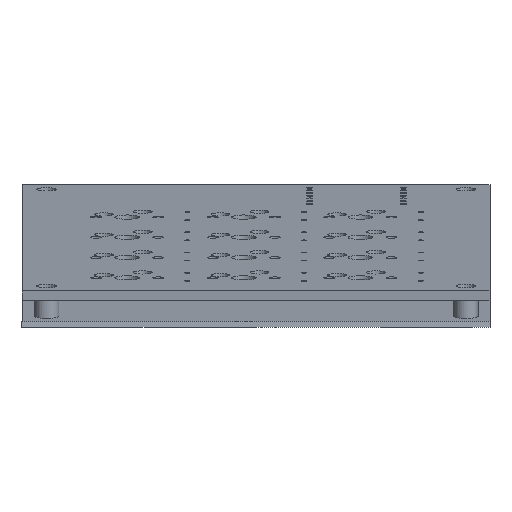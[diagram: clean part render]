
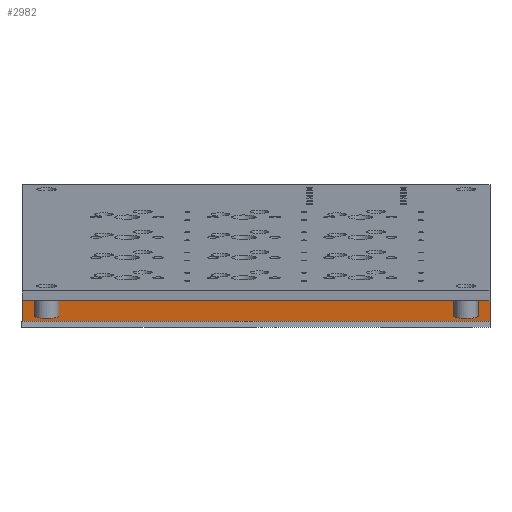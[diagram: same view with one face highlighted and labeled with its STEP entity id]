
A CAD part, front view. The second image highlights one B-rep face of the part: STEP entity #2982.
In plain terms, the highlighted planar face has unit normal (0, -0.174, 0.985).
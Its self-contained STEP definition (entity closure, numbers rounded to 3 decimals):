
#352=FACE_BOUND('',#1074,.T.);
#353=FACE_BOUND('',#1075,.T.);
#354=FACE_BOUND('',#1076,.T.);
#355=FACE_BOUND('',#1077,.T.);
#356=FACE_BOUND('',#1078,.T.);
#357=FACE_BOUND('',#1079,.T.);
#358=FACE_BOUND('',#1080,.T.);
#359=FACE_BOUND('',#1081,.T.);
#360=FACE_BOUND('',#1082,.T.);
#580=CIRCLE('',#3359,2.);
#581=CIRCLE('',#3360,2.5);
#582=CIRCLE('',#3361,2.);
#583=CIRCLE('',#3362,2.5);
#584=CIRCLE('',#3363,2.5);
#585=CIRCLE('',#3364,2.5);
#586=CIRCLE('',#3365,2.5);
#587=CIRCLE('',#3366,2.);
#588=CIRCLE('',#3367,2.);
#719=FACE_OUTER_BOUND('',#1073,.T.);
#1073=EDGE_LOOP('',(#2746,#2747,#2748,#2749));
#1074=EDGE_LOOP('',(#2750));
#1075=EDGE_LOOP('',(#2751));
#1076=EDGE_LOOP('',(#2752));
#1077=EDGE_LOOP('',(#2753));
#1078=EDGE_LOOP('',(#2754));
#1079=EDGE_LOOP('',(#2755));
#1080=EDGE_LOOP('',(#2756));
#1081=EDGE_LOOP('',(#2757));
#1082=EDGE_LOOP('',(#2758));
#1240=LINE('',#5023,#1393);
#1243=LINE('',#5028,#1396);
#1244=LINE('',#5031,#1397);
#1245=LINE('',#5032,#1398);
#1393=VECTOR('',#4209,10.);
#1396=VECTOR('',#4214,10.);
#1397=VECTOR('',#4217,10.);
#1398=VECTOR('',#4218,10.);
#1650=VERTEX_POINT('',#5020);
#1651=VERTEX_POINT('',#5022);
#1652=VERTEX_POINT('',#5026);
#1653=VERTEX_POINT('',#5030);
#1654=VERTEX_POINT('',#5033);
#1655=VERTEX_POINT('',#5035);
#1656=VERTEX_POINT('',#5037);
#1657=VERTEX_POINT('',#5039);
#1658=VERTEX_POINT('',#5041);
#1659=VERTEX_POINT('',#5043);
#1660=VERTEX_POINT('',#5045);
#1661=VERTEX_POINT('',#5047);
#1662=VERTEX_POINT('',#5049);
#2020=EDGE_CURVE('',#1651,#1650,#1240,.T.);
#2023=EDGE_CURVE('',#1650,#1652,#1243,.T.);
#2024=EDGE_CURVE('',#1652,#1653,#1244,.T.);
#2025=EDGE_CURVE('',#1653,#1651,#1245,.T.);
#2026=EDGE_CURVE('',#1654,#1654,#580,.T.);
#2027=EDGE_CURVE('',#1655,#1655,#581,.T.);
#2028=EDGE_CURVE('',#1656,#1656,#582,.T.);
#2029=EDGE_CURVE('',#1657,#1657,#583,.T.);
#2030=EDGE_CURVE('',#1658,#1658,#584,.T.);
#2031=EDGE_CURVE('',#1659,#1659,#585,.T.);
#2032=EDGE_CURVE('',#1660,#1660,#586,.T.);
#2033=EDGE_CURVE('',#1661,#1661,#587,.T.);
#2034=EDGE_CURVE('',#1662,#1662,#588,.T.);
#2746=ORIENTED_EDGE('',*,*,#2020,.T.);
#2747=ORIENTED_EDGE('',*,*,#2023,.T.);
#2748=ORIENTED_EDGE('',*,*,#2024,.T.);
#2749=ORIENTED_EDGE('',*,*,#2025,.T.);
#2750=ORIENTED_EDGE('',*,*,#2026,.T.);
#2751=ORIENTED_EDGE('',*,*,#2027,.T.);
#2752=ORIENTED_EDGE('',*,*,#2028,.T.);
#2753=ORIENTED_EDGE('',*,*,#2029,.T.);
#2754=ORIENTED_EDGE('',*,*,#2030,.T.);
#2755=ORIENTED_EDGE('',*,*,#2031,.T.);
#2756=ORIENTED_EDGE('',*,*,#2032,.T.);
#2757=ORIENTED_EDGE('',*,*,#2033,.T.);
#2758=ORIENTED_EDGE('',*,*,#2034,.T.);
#2852=PLANE('',#3358);
#2982=ADVANCED_FACE('',(#719,#352,#353,#354,#355,#356,#357,#358,#359,#360),
#2852,.F.);
#3358=AXIS2_PLACEMENT_3D('',#5029,#4215,#4216);
#3359=AXIS2_PLACEMENT_3D('',#5034,#4219,#4220);
#3360=AXIS2_PLACEMENT_3D('',#5036,#4221,#4222);
#3361=AXIS2_PLACEMENT_3D('',#5038,#4223,#4224);
#3362=AXIS2_PLACEMENT_3D('',#5040,#4225,#4226);
#3363=AXIS2_PLACEMENT_3D('',#5042,#4227,#4228);
#3364=AXIS2_PLACEMENT_3D('',#5044,#4229,#4230);
#3365=AXIS2_PLACEMENT_3D('',#5046,#4231,#4232);
#3366=AXIS2_PLACEMENT_3D('',#5048,#4233,#4234);
#3367=AXIS2_PLACEMENT_3D('',#5050,#4235,#4236);
#4209=DIRECTION('',(1.,0.,0.));
#4214=DIRECTION('',(0.,0.985,0.174));
#4215=DIRECTION('center_axis',(0.,0.174,-0.985));
#4216=DIRECTION('ref_axis',(0.,-0.985,-0.174));
#4217=DIRECTION('',(-1.,0.,0.));
#4218=DIRECTION('',(0.,-0.985,-0.174));
#4219=DIRECTION('center_axis',(0.,0.174,-0.985));
#4220=DIRECTION('ref_axis',(1.,0.,0.));
#4221=DIRECTION('center_axis',(0.,0.174,-0.985));
#4222=DIRECTION('ref_axis',(0.,0.985,0.174));
#4223=DIRECTION('center_axis',(0.,0.174,-0.985));
#4224=DIRECTION('ref_axis',(1.,0.,0.));
#4225=DIRECTION('center_axis',(0.,0.174,-0.985));
#4226=DIRECTION('ref_axis',(0.,0.985,0.174));
#4227=DIRECTION('center_axis',(0.,0.174,-0.985));
#4228=DIRECTION('ref_axis',(0.,0.985,0.174));
#4229=DIRECTION('center_axis',(0.,0.174,-0.985));
#4230=DIRECTION('ref_axis',(0.,0.985,0.174));
#4231=DIRECTION('center_axis',(0.,0.174,-0.985));
#4232=DIRECTION('ref_axis',(0.,0.985,0.174));
#4233=DIRECTION('center_axis',(0.,0.174,-0.985));
#4234=DIRECTION('ref_axis',(1.,0.,0.));
#4235=DIRECTION('center_axis',(0.,0.174,-0.985));
#4236=DIRECTION('ref_axis',(1.,0.,0.));
#5020=CARTESIAN_POINT('',(149.438,-126.997,1.822));
#5022=CARTESIAN_POINT('',(73.,-126.997,1.822));
#5023=CARTESIAN_POINT('',(111.219,-126.997,1.822));
#5026=CARTESIAN_POINT('',(149.438,-28.517,19.187));
#5028=CARTESIAN_POINT('',(149.438,-77.757,10.505));
#5029=CARTESIAN_POINT('Origin',(111.219,-77.757,10.505));
#5030=CARTESIAN_POINT('',(73.,-28.517,19.187));
#5031=CARTESIAN_POINT('',(111.219,-28.517,19.187));
#5032=CARTESIAN_POINT('',(73.,-77.757,10.505));
#5033=CARTESIAN_POINT('',(75.,-32.887,18.417));
#5034=CARTESIAN_POINT('Origin',(77.,-32.887,18.417));
#5035=CARTESIAN_POINT('',(116.,-87.544,8.779));
#5036=CARTESIAN_POINT('Origin',(116.,-85.082,9.213));
#5037=CARTESIAN_POINT('',(143.5,-122.504,2.615));
#5038=CARTESIAN_POINT('Origin',(145.5,-122.504,2.615));
#5039=CARTESIAN_POINT('',(97.,-87.544,8.779));
#5040=CARTESIAN_POINT('Origin',(97.,-85.082,9.213));
#5041=CARTESIAN_POINT('',(116.,-106.255,5.48));
#5042=CARTESIAN_POINT('Origin',(116.,-103.793,5.914));
#5043=CARTESIAN_POINT('',(97.,-106.255,5.48));
#5044=CARTESIAN_POINT('Origin',(97.,-103.793,5.914));
#5045=CARTESIAN_POINT('',(127.,-41.258,16.94));
#5046=CARTESIAN_POINT('Origin',(127.,-38.796,17.375));
#5047=CARTESIAN_POINT('',(75.,-122.504,2.615));
#5048=CARTESIAN_POINT('Origin',(77.,-122.504,2.615));
#5049=CARTESIAN_POINT('',(143.5,-32.887,18.417));
#5050=CARTESIAN_POINT('Origin',(145.5,-32.887,18.417));
